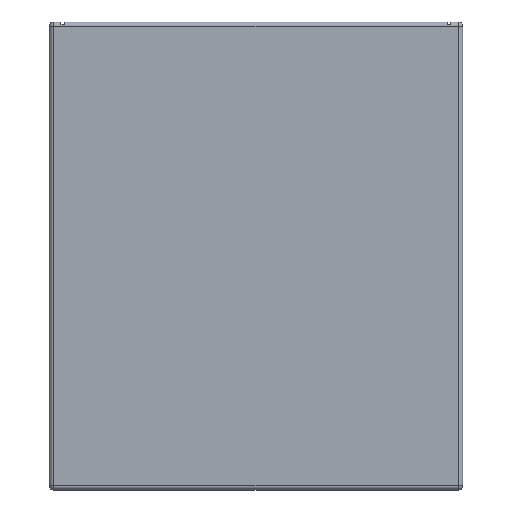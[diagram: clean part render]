
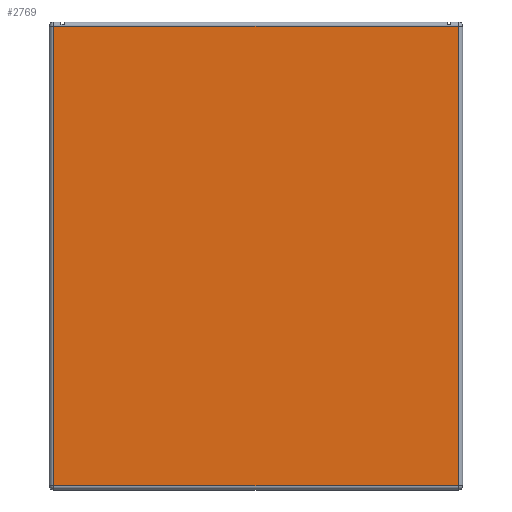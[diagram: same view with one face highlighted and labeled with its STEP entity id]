
A CAD part, front view. The second image highlights one B-rep face of the part: STEP entity #2769.
In plain terms, the highlighted planar face has unit normal (0, -1, 0).
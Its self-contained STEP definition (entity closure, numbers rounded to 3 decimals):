
#237 = VERTEX_POINT ( 'NONE', #2453 ) ;
#531 = CARTESIAN_POINT ( 'NONE',  ( 194., 0., -222. ) ) ;
#625 = CARTESIAN_POINT ( 'NONE',  ( 0., 0., -220. ) ) ;
#741 = PLANE ( 'NONE',  #4663 ) ;
#1022 = ORIENTED_EDGE ( 'NONE', *, *, #3929, .T. ) ;
#1699 = VERTEX_POINT ( 'NONE', #4394 ) ;
#1809 = CARTESIAN_POINT ( 'NONE',  ( 2., 0., -222. ) ) ;
#1832 = DIRECTION ( 'NONE',  ( 0., 0., -1. ) ) ;
#1953 = CARTESIAN_POINT ( 'NONE',  ( 194., 0., -220. ) ) ;
#1983 = VECTOR ( 'NONE', #3392, 1000. ) ;
#2209 = LINE ( 'NONE', #1809, #2980 ) ;
#2343 = CARTESIAN_POINT ( 'NONE',  ( 0., 0., -222. ) ) ;
#2453 = CARTESIAN_POINT ( 'NONE',  ( 194., 0., -2. ) ) ;
#2721 = VECTOR ( 'NONE', #3434, 1000. ) ;
#2754 = LINE ( 'NONE', #3565, #3811 ) ;
#2769 = ADVANCED_FACE ( 'NONE', ( #4345 ), #741, .T. ) ;
#2948 = CARTESIAN_POINT ( 'NONE',  ( 2., 0., -220. ) ) ;
#2980 = VECTOR ( 'NONE', #1832, 1000. ) ;
#2991 = EDGE_CURVE ( 'NONE', #1699, #5139, #2209, .T. ) ;
#3015 = EDGE_CURVE ( 'NONE', #5139, #4689, #3097, .T. ) ;
#3097 = LINE ( 'NONE', #625, #2721 ) ;
#3098 = EDGE_CURVE ( 'NONE', #237, #1699, #2754, .T. ) ;
#3392 = DIRECTION ( 'NONE',  ( 0., 0., 1. ) ) ;
#3418 = ORIENTED_EDGE ( 'NONE', *, *, #3098, .T. ) ;
#3434 = DIRECTION ( 'NONE',  ( 1., 0., 0. ) ) ;
#3565 = CARTESIAN_POINT ( 'NONE',  ( 7., 0., -2. ) ) ;
#3784 = ORIENTED_EDGE ( 'NONE', *, *, #2991, .T. ) ;
#3811 = VECTOR ( 'NONE', #3988, 1000. ) ;
#3929 = EDGE_CURVE ( 'NONE', #4689, #237, #5034, .T. ) ;
#3988 = DIRECTION ( 'NONE',  ( -1., 0., 0. ) ) ;
#4345 = FACE_OUTER_BOUND ( 'NONE', #4740, .T. ) ;
#4394 = CARTESIAN_POINT ( 'NONE',  ( 2., 0., -2. ) ) ;
#4432 = ORIENTED_EDGE ( 'NONE', *, *, #3015, .T. ) ;
#4455 = DIRECTION ( 'NONE',  ( 0., 0., -1. ) ) ;
#4663 = AXIS2_PLACEMENT_3D ( 'NONE', #2343, #5210, #4455 ) ;
#4689 = VERTEX_POINT ( 'NONE', #1953 ) ;
#4740 = EDGE_LOOP ( 'NONE', ( #4432, #1022, #3418, #3784 ) ) ;
#5034 = LINE ( 'NONE', #531, #1983 ) ;
#5139 = VERTEX_POINT ( 'NONE', #2948 ) ;
#5210 = DIRECTION ( 'NONE',  ( 0., -1., 0. ) ) ;
